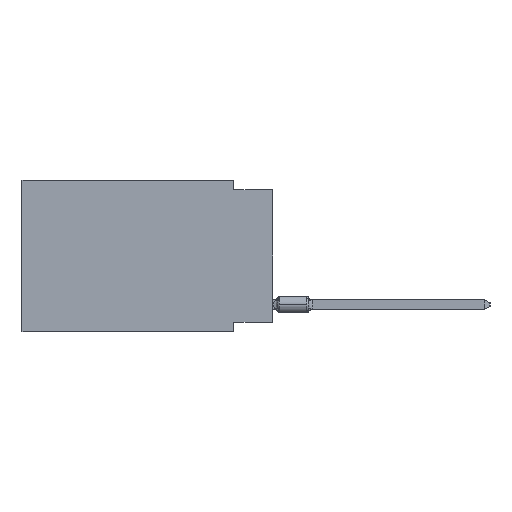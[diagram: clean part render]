
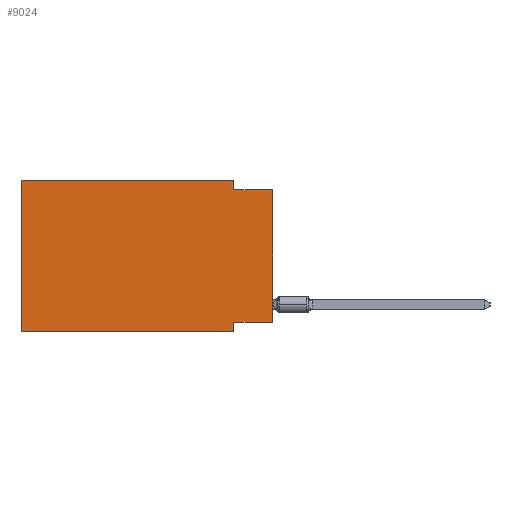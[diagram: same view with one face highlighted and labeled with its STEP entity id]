
A CAD part, left-side view. The second image highlights one B-rep face of the part: STEP entity #9024.
In plain terms, the highlighted planar face has unit normal (-1, 0, 0).
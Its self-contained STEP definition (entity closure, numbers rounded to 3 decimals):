
#51 = VERTEX_POINT ( 'NONE', #36342 ) ;
#502 = CARTESIAN_POINT ( 'NONE',  ( 0., 16.383, 0. ) ) ;
#695 = LINE ( 'NONE', #30560, #15767 ) ;
#3126 = EDGE_CURVE ( 'NONE', #11066, #35733, #11372, .T. ) ;
#3170 = DIRECTION ( 'NONE',  ( 0., 1., 0. ) ) ;
#3678 = EDGE_CURVE ( 'NONE', #24367, #35733, #695, .T. ) ;
#3735 = VERTEX_POINT ( 'NONE', #502 ) ;
#7664 = LINE ( 'NONE', #8047, #35310 ) ;
#8047 = CARTESIAN_POINT ( 'NONE',  ( 0., 2.54, 0. ) ) ;
#8162 = DIRECTION ( 'NONE',  ( 1., 0., 0. ) ) ;
#8982 = CARTESIAN_POINT ( 'NONE',  ( 0., 0., -0.635 ) ) ;
#9024 = ADVANCED_FACE ( 'NONE', ( #37618 ), #35265, .F. ) ;
#9159 = LINE ( 'NONE', #29816, #34794 ) ;
#10120 = DIRECTION ( 'NONE',  ( 0., -1., 0. ) ) ;
#10721 = DIRECTION ( 'NONE',  ( 0., 0., -1. ) ) ;
#11066 = VERTEX_POINT ( 'NONE', #22144 ) ;
#11372 = LINE ( 'NONE', #11755, #17509 ) ;
#11576 = LINE ( 'NONE', #32792, #36643 ) ;
#11755 = CARTESIAN_POINT ( 'NONE',  ( 0., 0., 0. ) ) ;
#12256 = CARTESIAN_POINT ( 'NONE',  ( 0., 2.54, -0.635 ) ) ;
#12802 = EDGE_CURVE ( 'NONE', #20555, #24367, #7664, .T. ) ;
#12934 = EDGE_CURVE ( 'NONE', #22441, #32451, #11576, .T. ) ;
#13183 = VECTOR ( 'NONE', #23953, 1000. ) ;
#13371 = EDGE_CURVE ( 'NONE', #51, #32451, #9159, .T. ) ;
#14574 = ORIENTED_EDGE ( 'NONE', *, *, #13371, .F. ) ;
#15767 = VECTOR ( 'NONE', #10120, 1000. ) ;
#16496 = CARTESIAN_POINT ( 'NONE',  ( 0., 2.54, -9.906 ) ) ;
#17424 = DIRECTION ( 'NONE',  ( 0., 0., -1. ) ) ;
#17509 = VECTOR ( 'NONE', #38651, 1000. ) ;
#18537 = ORIENTED_EDGE ( 'NONE', *, *, #12934, .T. ) ;
#20099 = VECTOR ( 'NONE', #3170, 1000. ) ;
#20525 = ORIENTED_EDGE ( 'NONE', *, *, #12802, .F. ) ;
#20555 = VERTEX_POINT ( 'NONE', #35080 ) ;
#21517 = ORIENTED_EDGE ( 'NONE', *, *, #23884, .F. ) ;
#21700 = ORIENTED_EDGE ( 'NONE', *, *, #22544, .F. ) ;
#22144 = CARTESIAN_POINT ( 'NONE',  ( 0., 0., -9.271 ) ) ;
#22441 = VERTEX_POINT ( 'NONE', #28717 ) ;
#22544 = EDGE_CURVE ( 'NONE', #11066, #51, #36526, .T. ) ;
#22655 = ORIENTED_EDGE ( 'NONE', *, *, #32747, .F. ) ;
#22984 = DIRECTION ( 'NONE',  ( 0., 0., -1. ) ) ;
#23884 = EDGE_CURVE ( 'NONE', #22441, #3735, #30766, .T. ) ;
#23953 = DIRECTION ( 'NONE',  ( 0., -1., 0. ) ) ;
#24367 = VERTEX_POINT ( 'NONE', #12256 ) ;
#24691 = CARTESIAN_POINT ( 'NONE',  ( 0., 16.383, 0. ) ) ;
#25504 = EDGE_LOOP ( 'NONE', ( #36624, #28565, #20525, #22655, #21517, #18537, #14574, #21700 ) ) ;
#27064 = VECTOR ( 'NONE', #36659, 1000. ) ;
#27272 = LINE ( 'NONE', #30434, #13183 ) ;
#28565 = ORIENTED_EDGE ( 'NONE', *, *, #3678, .F. ) ;
#28717 = CARTESIAN_POINT ( 'NONE',  ( 0., 16.383, -9.906 ) ) ;
#29816 = CARTESIAN_POINT ( 'NONE',  ( 0., 2.54, -9.906 ) ) ;
#30043 = DIRECTION ( 'NONE',  ( 0., -1., 0. ) ) ;
#30434 = CARTESIAN_POINT ( 'NONE',  ( 0., 16.383, 0. ) ) ;
#30560 = CARTESIAN_POINT ( 'NONE',  ( 0., 0., -0.635 ) ) ;
#30766 = LINE ( 'NONE', #24691, #27064 ) ;
#32451 = VERTEX_POINT ( 'NONE', #16496 ) ;
#32747 = EDGE_CURVE ( 'NONE', #3735, #20555, #27272, .T. ) ;
#32792 = CARTESIAN_POINT ( 'NONE',  ( 0., 16.383, -9.906 ) ) ;
#34794 = VECTOR ( 'NONE', #17424, 1000. ) ;
#35067 = CARTESIAN_POINT ( 'NONE',  ( 0., 16.383, 0. ) ) ;
#35080 = CARTESIAN_POINT ( 'NONE',  ( 0., 2.54, 0. ) ) ;
#35265 = PLANE ( 'NONE',  #38600 ) ;
#35310 = VECTOR ( 'NONE', #22984, 1000. ) ;
#35733 = VERTEX_POINT ( 'NONE', #8982 ) ;
#36135 = CARTESIAN_POINT ( 'NONE',  ( 0., 0., -9.271 ) ) ;
#36342 = CARTESIAN_POINT ( 'NONE',  ( 0., 2.54, -9.271 ) ) ;
#36526 = LINE ( 'NONE', #36135, #20099 ) ;
#36624 = ORIENTED_EDGE ( 'NONE', *, *, #3126, .T. ) ;
#36643 = VECTOR ( 'NONE', #30043, 1000. ) ;
#36659 = DIRECTION ( 'NONE',  ( 0., 0., 1. ) ) ;
#37618 = FACE_OUTER_BOUND ( 'NONE', #25504, .T. ) ;
#38600 = AXIS2_PLACEMENT_3D ( 'NONE', #35067, #8162, #10721 ) ;
#38651 = DIRECTION ( 'NONE',  ( 0., 0., 1. ) ) ;
